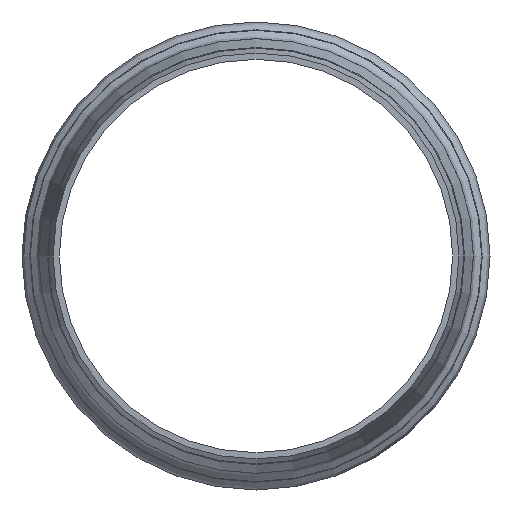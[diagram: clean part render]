
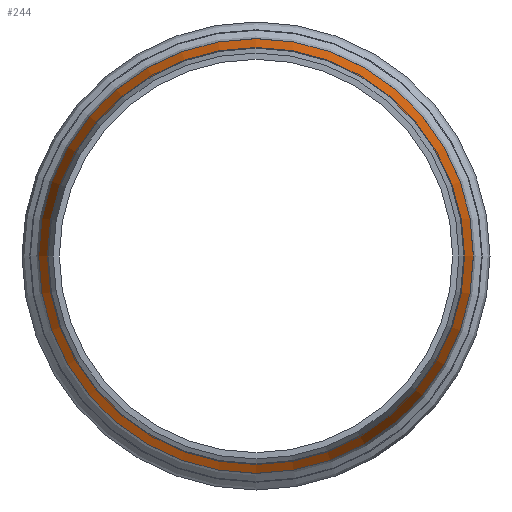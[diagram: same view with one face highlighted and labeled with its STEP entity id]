
A CAD part, front view. The second image highlights one B-rep face of the part: STEP entity #244.
In plain terms, the highlighted conical face has half-angle 15 degrees and reference radius 81.938 mm.
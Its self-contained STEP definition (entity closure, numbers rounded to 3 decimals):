
#18=CONICAL_SURFACE('',#288,81.938,15.);
#47=FACE_BOUND('',#109,.T.);
#68=FACE_OUTER_BOUND('',#108,.T.);
#108=EDGE_LOOP('',(#213));
#109=EDGE_LOOP('',(#214));
#114=CIRCLE('',#252,83.775);
#128=CIRCLE('',#279,80.1);
#135=VERTEX_POINT('',#383);
#149=VERTEX_POINT('',#424);
#156=EDGE_CURVE('',#135,#135,#114,.T.);
#170=EDGE_CURVE('',#149,#149,#128,.T.);
#213=ORIENTED_EDGE('',*,*,#156,.T.);
#214=ORIENTED_EDGE('',*,*,#170,.F.);
#244=ADVANCED_FACE('',(#68,#47),#18,.T.);
#252=AXIS2_PLACEMENT_3D('',#384,#300,#301);
#279=AXIS2_PLACEMENT_3D('',#425,#354,#355);
#288=AXIS2_PLACEMENT_3D('',#438,#372,#373);
#300=DIRECTION('center_axis',(0.,-1.,0.));
#301=DIRECTION('ref_axis',(1.,0.,0.));
#354=DIRECTION('center_axis',(0.,-1.,0.));
#355=DIRECTION('ref_axis',(1.,0.,0.));
#372=DIRECTION('center_axis',(0.,1.,0.));
#373=DIRECTION('ref_axis',(1.,0.,0.));
#383=CARTESIAN_POINT('',(83.775,13.715,0.));
#384=CARTESIAN_POINT('Origin',(0.,13.715,0.));
#424=CARTESIAN_POINT('',(80.1,0.,0.));
#425=CARTESIAN_POINT('Origin',(0.,0.,0.));
#438=CARTESIAN_POINT('Origin',(0.,6.858,0.));
